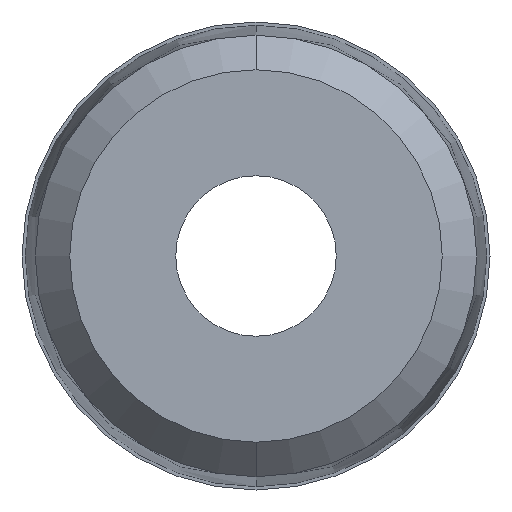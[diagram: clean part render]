
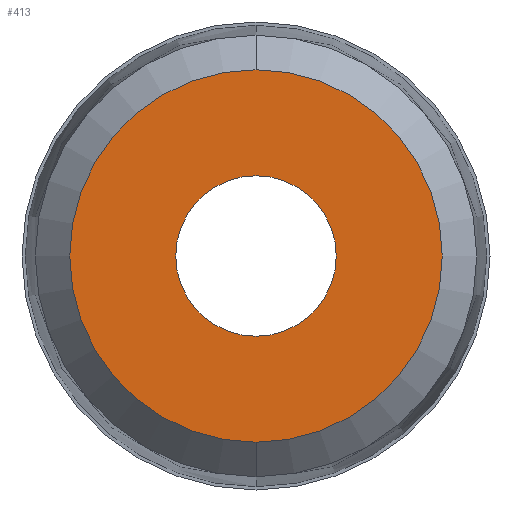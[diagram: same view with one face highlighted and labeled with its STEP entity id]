
A CAD part, front view. The second image highlights one B-rep face of the part: STEP entity #413.
In plain terms, the highlighted planar face has unit normal (0, -1, 0).
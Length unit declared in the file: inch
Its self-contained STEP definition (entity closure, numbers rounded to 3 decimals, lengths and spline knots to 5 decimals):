
#34 = DIRECTION ( 'NONE',  ( 0., 0., -1. ) ) ;
#40 = DIRECTION ( 'NONE',  ( 0., -1., 0. ) ) ;
#47 = CARTESIAN_POINT ( 'NONE',  ( -0.15693, 0., 0. ) ) ;
#68 = DIRECTION ( 'NONE',  ( 0., 1., 0. ) ) ;
#107 = FACE_OUTER_BOUND ( 'NONE', #162, .T. ) ;
#119 = AXIS2_PLACEMENT_3D ( 'NONE', #431, #429, #419 ) ;
#128 = FACE_BOUND ( 'NONE', #1174, .T. ) ;
#162 = EDGE_LOOP ( 'NONE', ( #1887, #916 ) ) ;
#172 = PLANE ( 'NONE',  #1911 ) ;
#322 = EDGE_CURVE ( 'NONE', #1705, #1630, #820, .T. ) ;
#342 = AXIS2_PLACEMENT_3D ( 'NONE', #971, #68, #1135 ) ;
#348 = CARTESIAN_POINT ( 'NONE',  ( 0., 0., -0.21937 ) ) ;
#373 = AXIS2_PLACEMENT_3D ( 'NONE', #445, #1533, #601 ) ;
#413 = ADVANCED_FACE ( 'NONE', ( #128, #107 ), #172, .T. ) ;
#419 = DIRECTION ( 'NONE',  ( 0., 0., 1. ) ) ;
#423 = CIRCLE ( 'NONE', #373, 0.09449 ) ;
#429 = DIRECTION ( 'NONE',  ( 0., 1., 0. ) ) ;
#431 = CARTESIAN_POINT ( 'NONE',  ( 0., 0., 0. ) ) ;
#445 = CARTESIAN_POINT ( 'NONE',  ( 0., 0., 0. ) ) ;
#451 = CARTESIAN_POINT ( 'NONE',  ( 0., 0., 0.09449 ) ) ;
#491 = CARTESIAN_POINT ( 'NONE',  ( 0., 0., -0.09449 ) ) ;
#510 = CIRCLE ( 'NONE', #1676, 0.09449 ) ;
#580 = CARTESIAN_POINT ( 'NONE',  ( 0., 0., 0. ) ) ;
#601 = DIRECTION ( 'NONE',  ( 0., 0., 1. ) ) ;
#738 = DIRECTION ( 'NONE',  ( 0., 0., 1. ) ) ;
#801 = CIRCLE ( 'NONE', #342, 0.21937 ) ;
#820 = CIRCLE ( 'NONE', #119, 0.21937 ) ;
#916 = ORIENTED_EDGE ( 'NONE', *, *, #322, .F. ) ;
#971 = CARTESIAN_POINT ( 'NONE',  ( 0., 0., 0. ) ) ;
#1034 = CARTESIAN_POINT ( 'NONE',  ( 0., 0., 0.21937 ) ) ;
#1135 = DIRECTION ( 'NONE',  ( 0., 0., 1. ) ) ;
#1174 = EDGE_LOOP ( 'NONE', ( #1647, #1452 ) ) ;
#1400 = EDGE_CURVE ( 'NONE', #1630, #1705, #801, .T. ) ;
#1452 = ORIENTED_EDGE ( 'NONE', *, *, #1545, .T. ) ;
#1533 = DIRECTION ( 'NONE',  ( 0., 1., 0. ) ) ;
#1545 = EDGE_CURVE ( 'NONE', #1768, #1673, #510, .T. ) ;
#1630 = VERTEX_POINT ( 'NONE', #1034 ) ;
#1647 = ORIENTED_EDGE ( 'NONE', *, *, #1654, .T. ) ;
#1654 = EDGE_CURVE ( 'NONE', #1673, #1768, #423, .T. ) ;
#1673 = VERTEX_POINT ( 'NONE', #451 ) ;
#1676 = AXIS2_PLACEMENT_3D ( 'NONE', #580, #1687, #738 ) ;
#1687 = DIRECTION ( 'NONE',  ( 0., 1., 0. ) ) ;
#1705 = VERTEX_POINT ( 'NONE', #348 ) ;
#1768 = VERTEX_POINT ( 'NONE', #491 ) ;
#1887 = ORIENTED_EDGE ( 'NONE', *, *, #1400, .F. ) ;
#1911 = AXIS2_PLACEMENT_3D ( 'NONE', #47, #40, #34 ) ;
